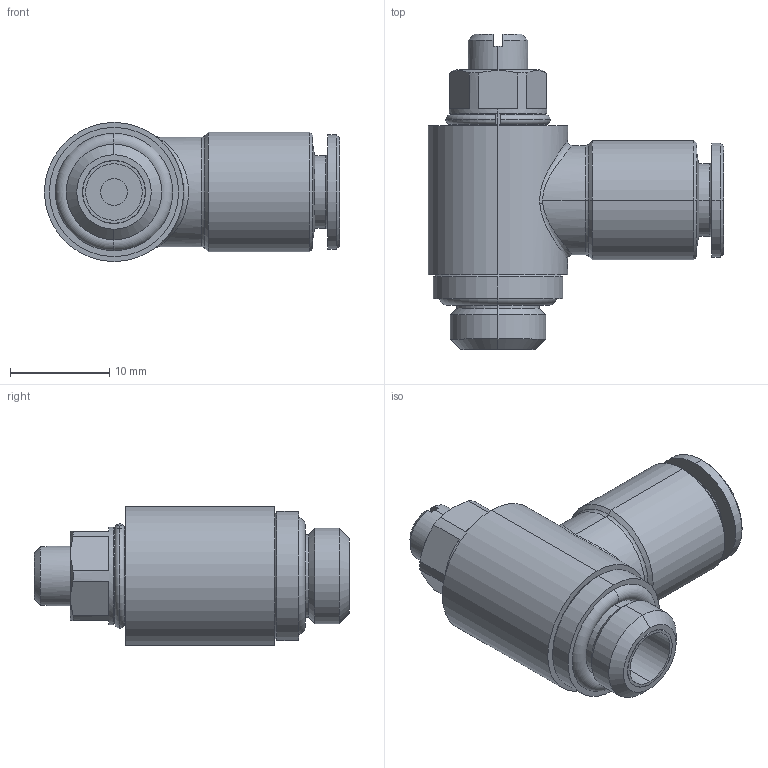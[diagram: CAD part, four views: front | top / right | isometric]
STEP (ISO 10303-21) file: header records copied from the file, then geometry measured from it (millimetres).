
FILE_DESCRIPTION (( 'STEP AP203' ), '1' );
FILE_NAME ('04080V31.STEP', '2010-04-29T08:36:45', ( '' ), ( 'sopra-pneumatic' ), 'SwSTEP 2.0', 'SolidWorks 2009', '' );
FILE_SCHEMA (( 'CONFIG_CONTROL_DESIGN' ));
Length unit declared in the file: millimetre
Products named in the file (1): 04080V31
Bounding box: 29.7 x 31.75 x 14 mm (x, y, z)
Volume: 4513.4 mm3; surface area: 2789 mm2
Topology: 2 solids, 4 shells, 103 faces, 219 edges, 138 vertices
Faces by surface type: plane 36, cylinder 35, cone 24, torus 6, bspline 2
Entity records: 3988 total; most frequent: CARTESIAN_POINT 1640, DIRECTION 511, ORIENTED_EDGE 438, EDGE_CURVE 219, AXIS2_PLACEMENT_3D 215, VERTEX_POINT 138, EDGE_LOOP 117, CIRCLE 113
